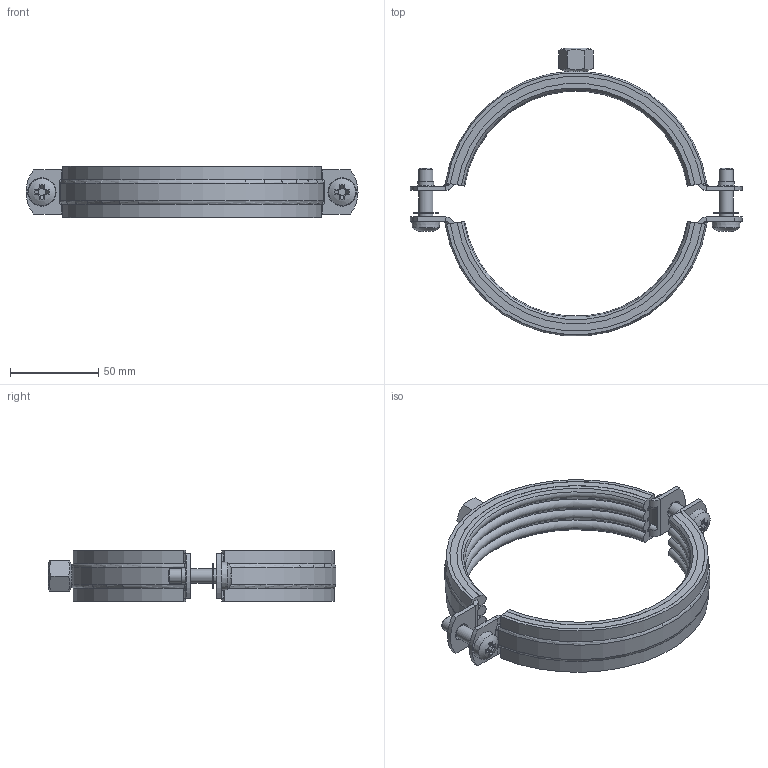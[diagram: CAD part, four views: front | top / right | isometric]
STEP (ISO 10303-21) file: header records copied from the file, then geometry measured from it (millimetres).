
FILE_DESCRIPTION((''),'2;1');
FILE_NAME('127138.stp','2011-01-21T11:26:39',('DMK009'),(''),'Autodesk Inventor 2011','Autodesk Inventor 2011','');
FILE_SCHEMA(('AUTOMOTIVE_DESIGN { 1 0 10303 214 1 1 1 1 }'));
Length unit declared in the file: millimetre
Products named in the file (1): 127138
Bounding box: 188 x 162.74 x 28.95 mm (x, y, z)
Volume: 104782.6 mm3; surface area: 66026.5 mm2
Topology: 1 solids, 1 shells, 269 faces, 715 edges, 455 vertices
Faces by surface type: plane 99, cylinder 76, torus 38, cone 37, bspline 16, sphere 3
Full cylindrical faces by diameter (mm): 7.375 x2, 8 x6, 8.5 x2, 8.647 x1, 9 x2, 14 x2
Entity records: 8845 total; most frequent: CARTESIAN_POINT 2211, DIRECTION 1390, ORIENTED_EDGE 1344, EDGE_CURVE 672, AXIS2_PLACEMENT_3D 570, VERTEX_POINT 444, EDGE_LOOP 322, CIRCLE 308
